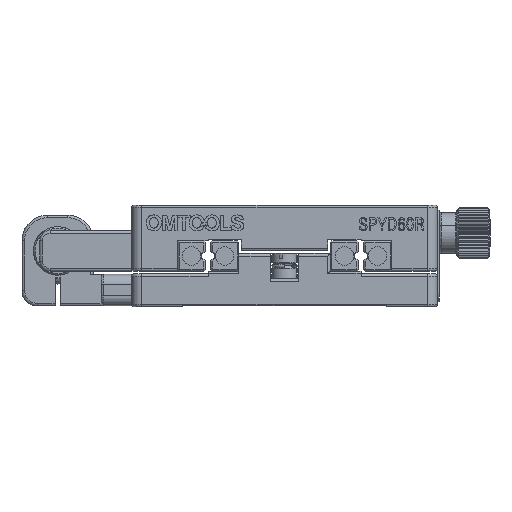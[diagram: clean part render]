
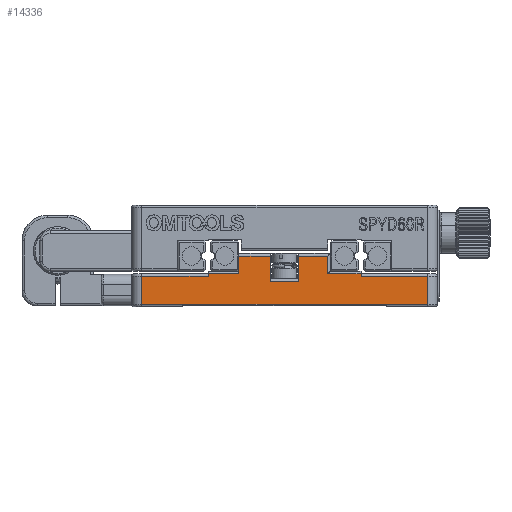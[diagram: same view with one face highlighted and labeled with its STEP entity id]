
A CAD part, front view. The second image highlights one B-rep face of the part: STEP entity #14336.
In plain terms, the highlighted planar face has unit normal (0, -1, 0).
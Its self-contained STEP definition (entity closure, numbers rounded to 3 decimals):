
#339 = CARTESIAN_POINT ( 'NONE',  ( -15., -30., 6. ) ) ;
#692 = CARTESIAN_POINT ( 'NONE',  ( 15., -30., 6. ) ) ;
#808 = VERTEX_POINT ( 'NONE', #2795 ) ;
#852 = CARTESIAN_POINT ( 'NONE',  ( -9., -30., 7. ) ) ;
#900 = CARTESIAN_POINT ( 'NONE',  ( -9., -30., 6.5 ) ) ;
#1786 = DIRECTION ( 'NONE',  ( 0., 0., -1. ) ) ;
#1914 = ORIENTED_EDGE ( 'NONE', *, *, #2393, .T. ) ;
#1964 = VERTEX_POINT ( 'NONE', #900 ) ;
#2062 = VECTOR ( 'NONE', #5331, 1000. ) ;
#2393 = EDGE_CURVE ( 'NONE', #30321, #22869, #10743, .T. ) ;
#2427 = CARTESIAN_POINT ( 'NONE',  ( -15., -30., 10.5 ) ) ;
#2795 = CARTESIAN_POINT ( 'NONE',  ( 8.5, -30., 10. ) ) ;
#2803 = DIRECTION ( 'NONE',  ( -1., 0., 0. ) ) ;
#2937 = DIRECTION ( 'NONE',  ( 0., 0., 1. ) ) ;
#3196 = VECTOR ( 'NONE', #14169, 1000. ) ;
#3483 = DIRECTION ( 'NONE',  ( 0., 0., 1. ) ) ;
#3541 = ORIENTED_EDGE ( 'NONE', *, *, #31217, .T. ) ;
#4479 = CARTESIAN_POINT ( 'NONE',  ( -28., -30., 6. ) ) ;
#4766 = CARTESIAN_POINT ( 'NONE',  ( -30., -30., 6.5 ) ) ;
#5183 = CARTESIAN_POINT ( 'NONE',  ( -2.75, -30., 5. ) ) ;
#5193 = ORIENTED_EDGE ( 'NONE', *, *, #5830, .T. ) ;
#5331 = DIRECTION ( 'NONE',  ( -1., 0., 0. ) ) ;
#5830 = EDGE_CURVE ( 'NONE', #22869, #29012, #15664, .T. ) ;
#5895 = AXIS2_PLACEMENT_3D ( 'NONE', #30292, #14047, #12446 ) ;
#5973 = VECTOR ( 'NONE', #14495, 1000. ) ;
#6405 = ORIENTED_EDGE ( 'NONE', *, *, #26508, .F. ) ;
#6438 = LINE ( 'NONE', #7480, #2062 ) ;
#7065 = VERTEX_POINT ( 'NONE', #24293 ) ;
#7135 = CARTESIAN_POINT ( 'NONE',  ( -28., -30., 10.5 ) ) ;
#7232 = EDGE_CURVE ( 'NONE', #13888, #10035, #25107, .T. ) ;
#7480 = CARTESIAN_POINT ( 'NONE',  ( 2.75, -30., 10. ) ) ;
#7697 = VECTOR ( 'NONE', #3483, 1000. ) ;
#7729 = VECTOR ( 'NONE', #31679, 1000. ) ;
#7953 = DIRECTION ( 'NONE',  ( 0., 0., 1. ) ) ;
#8800 = CARTESIAN_POINT ( 'NONE',  ( -2.75, -30., 10. ) ) ;
#9972 = ORIENTED_EDGE ( 'NONE', *, *, #22464, .F. ) ;
#10035 = VERTEX_POINT ( 'NONE', #8800 ) ;
#10586 = ORIENTED_EDGE ( 'NONE', *, *, #23248, .T. ) ;
#10743 = LINE ( 'NONE', #692, #5973 ) ;
#10768 = DIRECTION ( 'NONE',  ( 1., 0., 0. ) ) ;
#11326 = VECTOR ( 'NONE', #7953, 1000. ) ;
#11408 = CARTESIAN_POINT ( 'NONE',  ( 8.5, -30., 6.5 ) ) ;
#11948 = CARTESIAN_POINT ( 'NONE',  ( -15., -30., 6.5 ) ) ;
#12040 = CARTESIAN_POINT ( 'NONE',  ( 2.75, -30., 5. ) ) ;
#12183 = LINE ( 'NONE', #4766, #13033 ) ;
#12446 = DIRECTION ( 'NONE',  ( 0., 0., 1. ) ) ;
#12651 = EDGE_CURVE ( 'NONE', #32142, #30294, #24035, .T. ) ;
#12991 = PLANE ( 'NONE',  #5895 ) ;
#13033 = VECTOR ( 'NONE', #15376, 1000. ) ;
#13080 = LINE ( 'NONE', #31462, #24254 ) ;
#13453 = CARTESIAN_POINT ( 'NONE',  ( 28., -30., 6. ) ) ;
#13609 = DIRECTION ( 'NONE',  ( 0., 0., 1. ) ) ;
#13888 = VERTEX_POINT ( 'NONE', #5183 ) ;
#14047 = DIRECTION ( 'NONE',  ( 0., 1., 0. ) ) ;
#14105 = LINE ( 'NONE', #852, #26997 ) ;
#14169 = DIRECTION ( 'NONE',  ( 0., 0., -1. ) ) ;
#14234 = ORIENTED_EDGE ( 'NONE', *, *, #17303, .T. ) ;
#14292 = ORIENTED_EDGE ( 'NONE', *, *, #28787, .T. ) ;
#14336 = ADVANCED_FACE ( 'NONE', ( #26651 ), #12991, .F. ) ;
#14467 = CARTESIAN_POINT ( 'NONE',  ( 15., -30., 6. ) ) ;
#14495 = DIRECTION ( 'NONE',  ( -1., 0., 0. ) ) ;
#14814 = VERTEX_POINT ( 'NONE', #14971 ) ;
#14880 = VECTOR ( 'NONE', #2937, 1000. ) ;
#14971 = CARTESIAN_POINT ( 'NONE',  ( 28., -30., 0.5 ) ) ;
#15162 = LINE ( 'NONE', #2427, #3196 ) ;
#15376 = DIRECTION ( 'NONE',  ( -1., 0., 0. ) ) ;
#15664 = LINE ( 'NONE', #27212, #14880 ) ;
#16087 = LINE ( 'NONE', #22354, #26065 ) ;
#16732 = LINE ( 'NONE', #11948, #25383 ) ;
#16875 = ORIENTED_EDGE ( 'NONE', *, *, #23746, .T. ) ;
#17105 = CARTESIAN_POINT ( 'NONE',  ( -9., -30., 10. ) ) ;
#17303 = EDGE_CURVE ( 'NONE', #7065, #14814, #16087, .T. ) ;
#17913 = ORIENTED_EDGE ( 'NONE', *, *, #28247, .T. ) ;
#17938 = VERTEX_POINT ( 'NONE', #24453 ) ;
#19614 = LINE ( 'NONE', #29589, #25254 ) ;
#20142 = CARTESIAN_POINT ( 'NONE',  ( -30., -30., 5. ) ) ;
#20473 = CARTESIAN_POINT ( 'NONE',  ( 2.75, -30., 10. ) ) ;
#20685 = DIRECTION ( 'NONE',  ( 0., 0., 1. ) ) ;
#20894 = DIRECTION ( 'NONE',  ( -1., 0., 0. ) ) ;
#21597 = ORIENTED_EDGE ( 'NONE', *, *, #31964, .T. ) ;
#21953 = CARTESIAN_POINT ( 'NONE',  ( -2.75, -30., 5.5 ) ) ;
#22354 = CARTESIAN_POINT ( 'NONE',  ( -30., -30., 0.5 ) ) ;
#22464 = EDGE_CURVE ( 'NONE', #28256, #27333, #31628, .T. ) ;
#22508 = DIRECTION ( 'NONE',  ( 0., 0., 1. ) ) ;
#22588 = ORIENTED_EDGE ( 'NONE', *, *, #24863, .T. ) ;
#22869 = VERTEX_POINT ( 'NONE', #14467 ) ;
#23123 = CARTESIAN_POINT ( 'NONE',  ( -9., -30., 10. ) ) ;
#23248 = EDGE_CURVE ( 'NONE', #1964, #17938, #16732, .T. ) ;
#23511 = DIRECTION ( 'NONE',  ( -1., 0., 0. ) ) ;
#23746 = EDGE_CURVE ( 'NONE', #10035, #30891, #27601, .T. ) ;
#24035 = LINE ( 'NONE', #29791, #28696 ) ;
#24254 = VECTOR ( 'NONE', #13609, 1000. ) ;
#24293 = CARTESIAN_POINT ( 'NONE',  ( -28., -30., 0.5 ) ) ;
#24453 = CARTESIAN_POINT ( 'NONE',  ( -15., -30., 6.5 ) ) ;
#24863 = EDGE_CURVE ( 'NONE', #28256, #13888, #30112, .T. ) ;
#25107 = LINE ( 'NONE', #21953, #7697 ) ;
#25254 = VECTOR ( 'NONE', #20685, 1000. ) ;
#25383 = VECTOR ( 'NONE', #23511, 1000. ) ;
#26065 = VECTOR ( 'NONE', #10768, 1000. ) ;
#26221 = EDGE_LOOP ( 'NONE', ( #3541, #1914, #5193, #27854, #32525, #21597, #9972, #22588, #28978, #16875, #6405, #10586, #17913, #29519, #14292, #14234 ) ) ;
#26508 = EDGE_CURVE ( 'NONE', #1964, #30891, #14105, .T. ) ;
#26651 = FACE_OUTER_BOUND ( 'NONE', #26221, .T. ) ;
#26658 = EDGE_CURVE ( 'NONE', #30530, #808, #19614, .T. ) ;
#26997 = VECTOR ( 'NONE', #22508, 1000. ) ;
#27212 = CARTESIAN_POINT ( 'NONE',  ( 15., -30., 10.5 ) ) ;
#27305 = VECTOR ( 'NONE', #2803, 1000. ) ;
#27333 = VERTEX_POINT ( 'NONE', #20473 ) ;
#27601 = LINE ( 'NONE', #17105, #27305 ) ;
#27854 = ORIENTED_EDGE ( 'NONE', *, *, #32539, .T. ) ;
#28247 = EDGE_CURVE ( 'NONE', #17938, #32142, #15162, .T. ) ;
#28256 = VERTEX_POINT ( 'NONE', #12040 ) ;
#28502 = CARTESIAN_POINT ( 'NONE',  ( 2.75, -30., 5.5 ) ) ;
#28696 = VECTOR ( 'NONE', #20894, 1000. ) ;
#28787 = EDGE_CURVE ( 'NONE', #30294, #7065, #29743, .T. ) ;
#28978 = ORIENTED_EDGE ( 'NONE', *, *, #7232, .T. ) ;
#29012 = VERTEX_POINT ( 'NONE', #30268 ) ;
#29519 = ORIENTED_EDGE ( 'NONE', *, *, #12651, .T. ) ;
#29589 = CARTESIAN_POINT ( 'NONE',  ( 8.5, -30., 10.5 ) ) ;
#29743 = LINE ( 'NONE', #7135, #31591 ) ;
#29791 = CARTESIAN_POINT ( 'NONE',  ( -28., -30., 6. ) ) ;
#30112 = LINE ( 'NONE', #20142, #7729 ) ;
#30268 = CARTESIAN_POINT ( 'NONE',  ( 15., -30., 6.5 ) ) ;
#30292 = CARTESIAN_POINT ( 'NONE',  ( -30., -30., 10.5 ) ) ;
#30294 = VERTEX_POINT ( 'NONE', #4479 ) ;
#30321 = VERTEX_POINT ( 'NONE', #13453 ) ;
#30530 = VERTEX_POINT ( 'NONE', #11408 ) ;
#30891 = VERTEX_POINT ( 'NONE', #23123 ) ;
#31217 = EDGE_CURVE ( 'NONE', #14814, #30321, #13080, .T. ) ;
#31462 = CARTESIAN_POINT ( 'NONE',  ( 28., -30., 10.5 ) ) ;
#31591 = VECTOR ( 'NONE', #1786, 1000. ) ;
#31628 = LINE ( 'NONE', #28502, #11326 ) ;
#31679 = DIRECTION ( 'NONE',  ( -1., 0., 0. ) ) ;
#31964 = EDGE_CURVE ( 'NONE', #808, #27333, #6438, .T. ) ;
#32142 = VERTEX_POINT ( 'NONE', #339 ) ;
#32525 = ORIENTED_EDGE ( 'NONE', *, *, #26658, .T. ) ;
#32539 = EDGE_CURVE ( 'NONE', #29012, #30530, #12183, .T. ) ;
